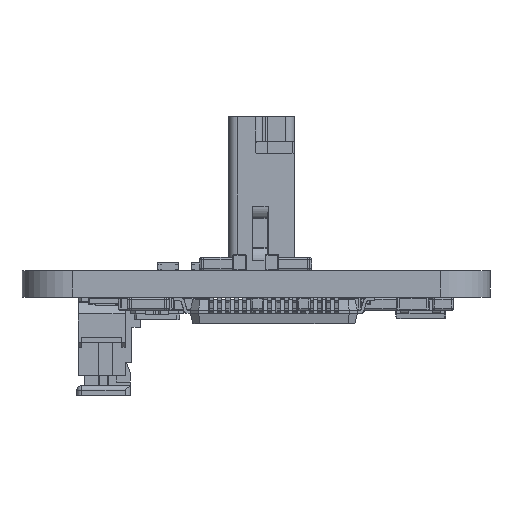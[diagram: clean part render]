
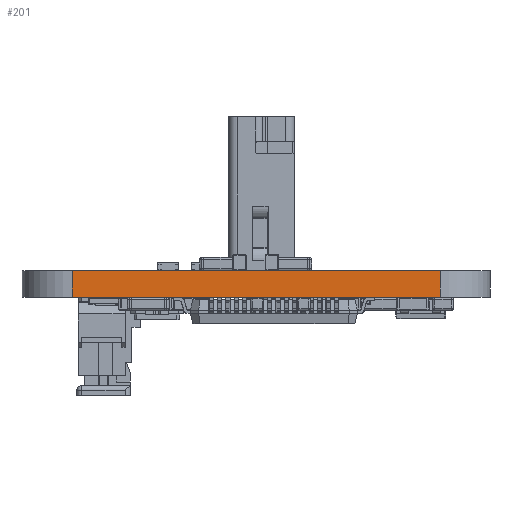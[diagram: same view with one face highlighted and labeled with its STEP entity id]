
A CAD part, left-side view. The second image highlights one B-rep face of the part: STEP entity #201.
In plain terms, the highlighted planar face has unit normal (-1, 0, 0).
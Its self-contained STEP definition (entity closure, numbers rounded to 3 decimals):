
#201 = ADVANCED_FACE('',(#202),#236,.T.);
#202 = FACE_BOUND('',#203,.T.);
#203 = EDGE_LOOP('',(#204,#214,#222,#230));
#204 = ORIENTED_EDGE('',*,*,#205,.T.);
#205 = EDGE_CURVE('',#206,#208,#210,.T.);
#206 = VERTEX_POINT('',#207);
#207 = CARTESIAN_POINT('',(0.,2.962,0.));
#208 = VERTEX_POINT('',#209);
#209 = CARTESIAN_POINT('',(0.,2.962,1.591));
#210 = LINE('',#211,#212);
#211 = CARTESIAN_POINT('',(0.,2.962,0.));
#212 = VECTOR('',#213,1.);
#213 = DIRECTION('',(0.,0.,1.));
#214 = ORIENTED_EDGE('',*,*,#215,.T.);
#215 = EDGE_CURVE('',#208,#216,#218,.T.);
#216 = VERTEX_POINT('',#217);
#217 = CARTESIAN_POINT('',(0.,25.005,
    1.591));
#218 = LINE('',#219,#220);
#219 = CARTESIAN_POINT('',(0.,2.962,1.591));
#220 = VECTOR('',#221,1.);
#221 = DIRECTION('',(0.,1.,0.));
#222 = ORIENTED_EDGE('',*,*,#223,.F.);
#223 = EDGE_CURVE('',#224,#216,#226,.T.);
#224 = VERTEX_POINT('',#225);
#225 = CARTESIAN_POINT('',(0.,25.005,0.)
  );
#226 = LINE('',#227,#228);
#227 = CARTESIAN_POINT('',(0.,25.005,0.)
  );
#228 = VECTOR('',#229,1.);
#229 = DIRECTION('',(0.,0.,1.));
#230 = ORIENTED_EDGE('',*,*,#231,.F.);
#231 = EDGE_CURVE('',#206,#224,#232,.T.);
#232 = LINE('',#233,#234);
#233 = CARTESIAN_POINT('',(0.,2.962,0.));
#234 = VECTOR('',#235,1.);
#235 = DIRECTION('',(0.,1.,0.));
#236 = PLANE('',#237);
#237 = AXIS2_PLACEMENT_3D('',#238,#239,#240);
#238 = CARTESIAN_POINT('',(0.,2.962,0.));
#239 = DIRECTION('',(-1.,0.,0.));
#240 = DIRECTION('',(0.,1.,0.));
